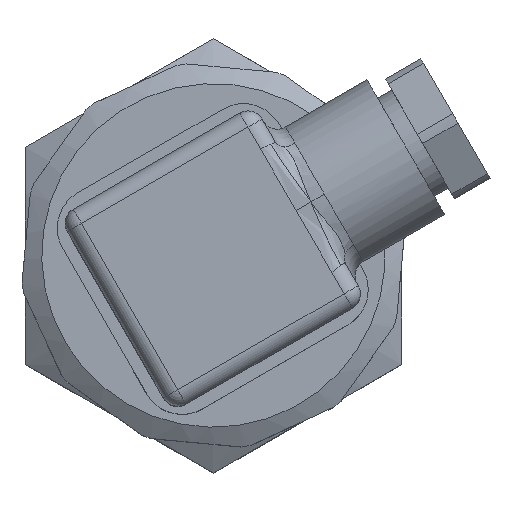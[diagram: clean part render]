
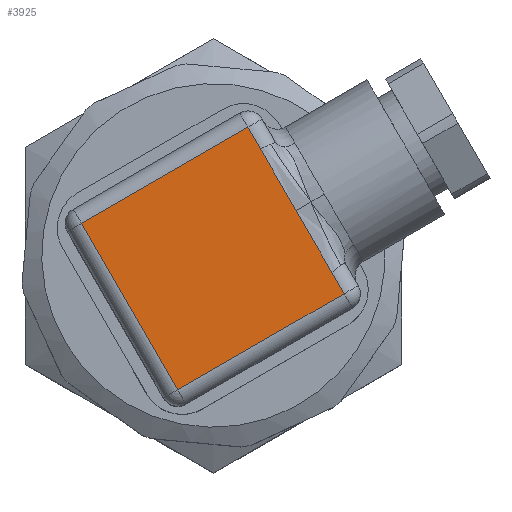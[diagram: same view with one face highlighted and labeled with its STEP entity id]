
A CAD part, top view. The second image highlights one B-rep face of the part: STEP entity #3925.
In plain terms, the highlighted planar face has unit normal (0, 0, 1).
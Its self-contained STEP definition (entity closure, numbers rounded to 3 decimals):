
#143=PLANE('',#4181);
#260=LINE('',#5436,#426);
#263=LINE('',#5447,#429);
#264=LINE('',#5539,#430);
#265=LINE('',#5566,#431);
#268=LINE('',#5586,#434);
#270=LINE('',#5624,#436);
#276=LINE('',#6200,#442);
#426=VECTOR('',#4602,1000.);
#429=VECTOR('',#4607,1000.);
#430=VECTOR('',#4614,1000.);
#431=VECTOR('',#4619,1000.);
#434=VECTOR('',#4626,1000.);
#436=VECTOR('',#4648,1000.);
#442=VECTOR('',#4658,1000.);
#874=ORIENTED_EDGE('',*,*,#1401,.F.);
#875=ORIENTED_EDGE('',*,*,#1397,.T.);
#876=ORIENTED_EDGE('',*,*,#1393,.T.);
#877=ORIENTED_EDGE('',*,*,#1405,.T.);
#878=ORIENTED_EDGE('',*,*,#1423,.T.);
#879=ORIENTED_EDGE('',*,*,#1411,.T.);
#880=ORIENTED_EDGE('',*,*,#1436,.F.);
#1393=EDGE_CURVE('',#1744,#1745,#260,.T.);
#1397=EDGE_CURVE('',#1749,#1744,#263,.T.);
#1401=EDGE_CURVE('',#1749,#1751,#264,.T.);
#1405=EDGE_CURVE('',#1745,#1753,#265,.T.);
#1411=EDGE_CURVE('',#1756,#1759,#268,.T.);
#1423=EDGE_CURVE('',#1753,#1756,#270,.T.);
#1436=EDGE_CURVE('',#1751,#1759,#276,.T.);
#1744=VERTEX_POINT('',#5430);
#1745=VERTEX_POINT('',#5434);
#1749=VERTEX_POINT('',#5448);
#1751=VERTEX_POINT('',#5540);
#1753=VERTEX_POINT('',#5564);
#1756=VERTEX_POINT('',#5571);
#1759=VERTEX_POINT('',#5585);
#2152=EDGE_LOOP('',(#874,#875,#876,#877,#878,#879,#880));
#2391=FACE_BOUND('',#2152,.T.);
#3925=ADVANCED_FACE('',(#2391),#143,.T.);
#4181=AXIS2_PLACEMENT_3D('',#6312,#4781,#4782);
#4602=DIRECTION('',(-0.866,-0.5,0.));
#4607=DIRECTION('',(-0.5,0.866,0.));
#4614=DIRECTION('',(0.5,-0.866,0.));
#4619=DIRECTION('',(0.5,-0.866,0.));
#4626=DIRECTION('',(-0.5,0.866,0.));
#4648=DIRECTION('',(0.866,0.5,0.));
#4658=DIRECTION('',(0.5,-0.866,0.));
#4781=DIRECTION('',(0.,0.,1.));
#4782=DIRECTION('',(0.866,0.5,0.));
#5430=CARTESIAN_POINT('',(4.216,15.604,101.2));
#5434=CARTESIAN_POINT('',(-16.136,3.854,101.2));
#5436=CARTESIAN_POINT('',(-17.868,2.854,101.2));
#5447=CARTESIAN_POINT('',(3.216,17.336,101.2));
#5448=CARTESIAN_POINT('',(5.732,12.978,101.2));
#5539=CARTESIAN_POINT('',(7.911,9.203,101.2));
#5540=CARTESIAN_POINT('',(10.091,5.428,101.2));
#5564=CARTESIAN_POINT('',(-4.386,-16.498,101.2));
#5566=CARTESIAN_POINT('',(-3.386,-18.23,101.2));
#5571=CARTESIAN_POINT('',(15.966,-4.748,101.2));
#5585=CARTESIAN_POINT('',(14.45,-2.122,101.2));
#5586=CARTESIAN_POINT('',(10.091,5.428,101.2));
#5624=CARTESIAN_POINT('',(17.698,-3.748,101.2));
#6200=CARTESIAN_POINT('',(12.27,1.653,101.2));
#6312=CARTESIAN_POINT('',(-5.118,-19.23,101.2));
